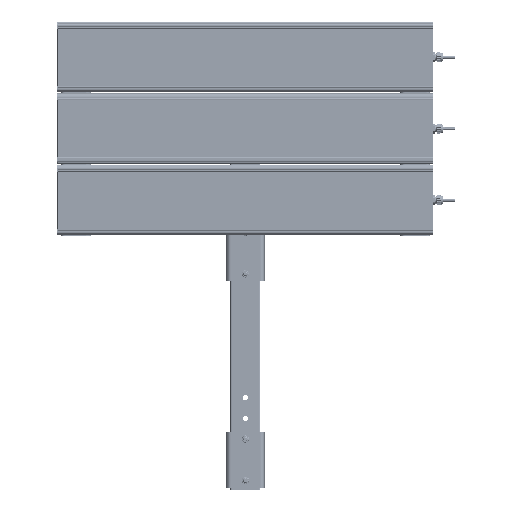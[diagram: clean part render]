
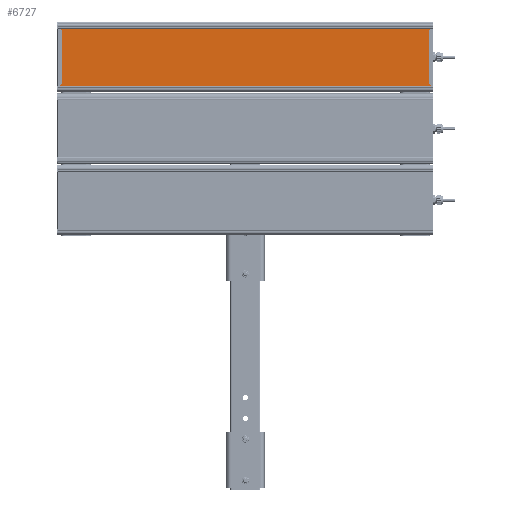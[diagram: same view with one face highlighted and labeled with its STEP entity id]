
A CAD part, front view. The second image highlights one B-rep face of the part: STEP entity #6727.
In plain terms, the highlighted face is planar.
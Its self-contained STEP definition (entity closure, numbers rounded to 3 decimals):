
#6727=ADVANCED_FACE('',(#16085),#16087,.T.);
#16085=FACE_BOUND('',#16086,.T.);
#16086=EDGE_LOOP('',(#47344,#47345,#47346,#47347));
#16087=PLANE('',#16088);
#16088=AXIS2_PLACEMENT_3D('',#16089,#16090,#16091);
#16089=CARTESIAN_POINT('',(2111.497,401.002,-34.582));
#16090=DIRECTION('',(0.,0.,-1.));
#16091=DIRECTION('',(0.,1.,0.));
#47344=ORIENTED_EDGE('',*,*,#56266,.F.);
#47345=ORIENTED_EDGE('',*,*,#56265,.T.);
#47346=ORIENTED_EDGE('',*,*,#56267,.F.);
#47347=ORIENTED_EDGE('',*,*,#56268,.F.);
#56265=EDGE_CURVE('',#63019,#63023,#63025,.T.);
#56266=EDGE_CURVE('',#63019,#63026,#63027,.T.);
#56267=EDGE_CURVE('',#63028,#63023,#63029,.T.);
#56268=EDGE_CURVE('',#63026,#63028,#63030,.T.);
#63019=VERTEX_POINT('',#83709);
#63023=VERTEX_POINT('',#83717);
#63025=LINE('',#83721,#83722);
#63026=VERTEX_POINT('',#83724);
#63027=LINE('',#83725,#83726);
#63028=VERTEX_POINT('',#83728);
#63029=LINE('',#83729,#83730);
#63030=LINE('',#83732,#83733);
#83709=CARTESIAN_POINT('',(2111.497,565.13,-34.582));
#83717=CARTESIAN_POINT('',(3107.497,565.13,-34.582));
#83721=CARTESIAN_POINT('',(2111.497,565.13,-34.582));
#83722=VECTOR('',#83723,1.);
#83723=DIRECTION('',(1.,0.,0.));
#83724=CARTESIAN_POINT('',(2111.497,401.002,-34.582));
#83725=CARTESIAN_POINT('',(2111.497,565.13,-34.582));
#83726=VECTOR('',#83727,1.);
#83727=DIRECTION('',(0.,-1.,0.));
#83728=CARTESIAN_POINT('',(3107.497,401.002,-34.582));
#83729=CARTESIAN_POINT('',(3107.497,401.002,-34.582));
#83730=VECTOR('',#83731,1.);
#83731=DIRECTION('',(0.,1.,0.));
#83732=CARTESIAN_POINT('',(2111.497,401.002,-34.582));
#83733=VECTOR('',#83734,1.);
#83734=DIRECTION('',(1.,0.,0.));
